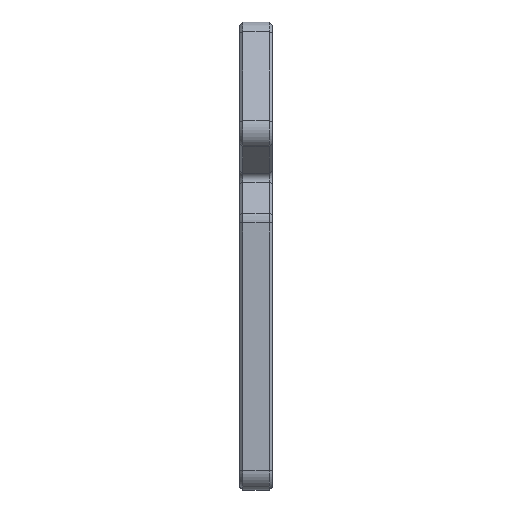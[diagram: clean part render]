
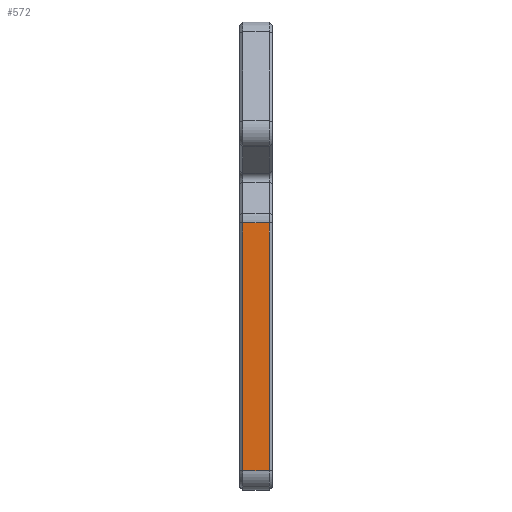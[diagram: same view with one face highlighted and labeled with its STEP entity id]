
A CAD part, left-side view. The second image highlights one B-rep face of the part: STEP entity #572.
In plain terms, the highlighted planar face has unit normal (-1, 0, 0).
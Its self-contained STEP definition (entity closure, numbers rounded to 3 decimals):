
#572 = ADVANCED_FACE ( 'NONE', ( #10171 ), #11372, .T. ) ;
#763 = AXIS2_PLACEMENT_3D ( 'NONE', #14012, #8442, #26570 ) ;
#922 = LINE ( 'NONE', #3776, #11418 ) ;
#1256 = EDGE_LOOP ( 'NONE', ( #15477, #9466, #14284, #11545 ) ) ;
#3213 = CARTESIAN_POINT ( 'NONE',  ( 174.252, -1., -51.363 ) ) ;
#3776 = CARTESIAN_POINT ( 'NONE',  ( 174.252, -10.2, -51.363 ) ) ;
#5016 = EDGE_CURVE ( 'NONE', #32957, #24583, #922, .T. ) ;
#6087 = VECTOR ( 'NONE', #28816, 1000. ) ;
#7413 = CARTESIAN_POINT ( 'NONE',  ( 174.252, -9.2, 26.014 ) ) ;
#8114 = LINE ( 'NONE', #15528, #28355 ) ;
#8442 = DIRECTION ( 'NONE',  ( -1., 0., 0. ) ) ;
#9466 = ORIENTED_EDGE ( 'NONE', *, *, #30794, .F. ) ;
#10171 = FACE_OUTER_BOUND ( 'NONE', #1256, .T. ) ;
#11372 = PLANE ( 'NONE',  #763 ) ;
#11418 = VECTOR ( 'NONE', #11658, 1000. ) ;
#11545 = ORIENTED_EDGE ( 'NONE', *, *, #12986, .F. ) ;
#11658 = DIRECTION ( 'NONE',  ( 0., 1., 0. ) ) ;
#11966 = CARTESIAN_POINT ( 'NONE',  ( 174.252, -9.2, -51.363 ) ) ;
#12964 = LINE ( 'NONE', #18592, #6087 ) ;
#12986 = EDGE_CURVE ( 'NONE', #18563, #32957, #8114, .T. ) ;
#14012 = CARTESIAN_POINT ( 'NONE',  ( 174.252, -10.2, -51.363 ) ) ;
#14284 = ORIENTED_EDGE ( 'NONE', *, *, #5016, .F. ) ;
#15477 = ORIENTED_EDGE ( 'NONE', *, *, #29044, .T. ) ;
#15528 = CARTESIAN_POINT ( 'NONE',  ( 174.252, -9.2, -51.363 ) ) ;
#15562 = CARTESIAN_POINT ( 'NONE',  ( 174.252, -1., 26.014 ) ) ;
#18563 = VERTEX_POINT ( 'NONE', #7413 ) ;
#18592 = CARTESIAN_POINT ( 'NONE',  ( 174.252, -10.2, 26.014 ) ) ;
#19704 = VECTOR ( 'NONE', #31276, 1000. ) ;
#21354 = VERTEX_POINT ( 'NONE', #15562 ) ;
#22799 = CARTESIAN_POINT ( 'NONE',  ( 174.252, -1., -51.363 ) ) ;
#24583 = VERTEX_POINT ( 'NONE', #22799 ) ;
#26570 = DIRECTION ( 'NONE',  ( 0., 0., -1. ) ) ;
#28355 = VECTOR ( 'NONE', #30835, 1000. ) ;
#28816 = DIRECTION ( 'NONE',  ( 0., 1., 0. ) ) ;
#29044 = EDGE_CURVE ( 'NONE', #18563, #21354, #12964, .T. ) ;
#30794 = EDGE_CURVE ( 'NONE', #24583, #21354, #33498, .T. ) ;
#30835 = DIRECTION ( 'NONE',  ( 0., 0., -1. ) ) ;
#31276 = DIRECTION ( 'NONE',  ( 0., 0., 1. ) ) ;
#32957 = VERTEX_POINT ( 'NONE', #11966 ) ;
#33498 = LINE ( 'NONE', #3213, #19704 ) ;
